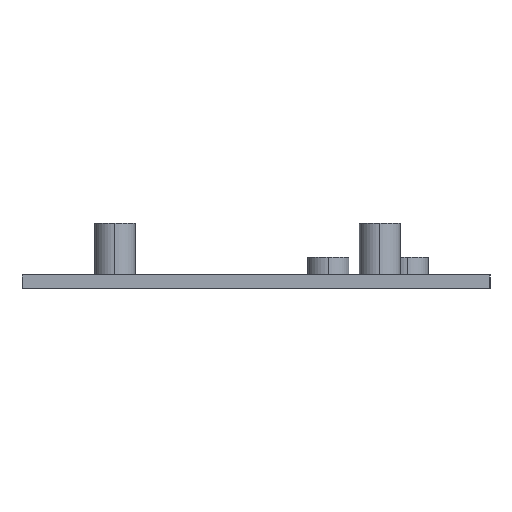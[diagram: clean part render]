
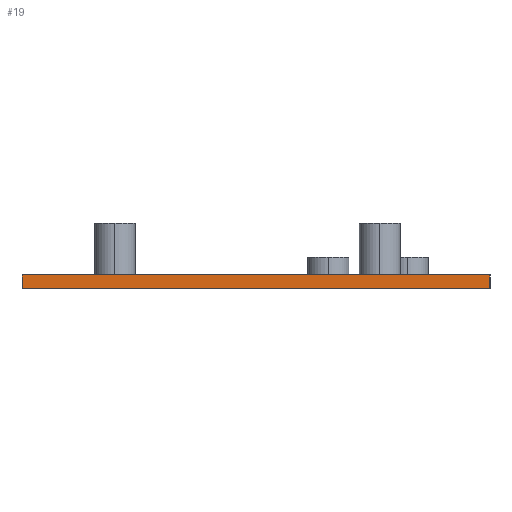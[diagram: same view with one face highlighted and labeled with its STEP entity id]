
A CAD part, left-side view. The second image highlights one B-rep face of the part: STEP entity #19.
In plain terms, the highlighted planar face has unit normal (-1, 0, 0).
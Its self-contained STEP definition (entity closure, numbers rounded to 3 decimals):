
#19 = ADVANCED_FACE ( 'NONE', ( #1741 ), #322, .T. ) ;
#23 = VERTEX_POINT ( 'NONE', #545 ) ;
#77 = VERTEX_POINT ( 'NONE', #1636 ) ;
#89 = CARTESIAN_POINT ( 'NONE',  ( -97.5, -68., -2. ) ) ;
#141 = CARTESIAN_POINT ( 'NONE',  ( -97.5, 0., 2. ) ) ;
#322 = PLANE ( 'NONE',  #1526 ) ;
#338 = VECTOR ( 'NONE', #1178, 1000. ) ;
#545 = CARTESIAN_POINT ( 'NONE',  ( -97.5, 68., 2. ) ) ;
#729 = CARTESIAN_POINT ( 'NONE',  ( -97.5, 0., -2. ) ) ;
#767 = LINE ( 'NONE', #141, #1643 ) ;
#958 = CARTESIAN_POINT ( 'NONE',  ( -97.5, 0., -2. ) ) ;
#961 = CARTESIAN_POINT ( 'NONE',  ( -97.5, -68., 2. ) ) ;
#994 = CARTESIAN_POINT ( 'NONE',  ( -97.5, 68., -2. ) ) ;
#1054 = EDGE_CURVE ( 'NONE', #77, #1236, #1970, .T. ) ;
#1066 = DIRECTION ( 'NONE',  ( 0., 0., 1. ) ) ;
#1078 = DIRECTION ( 'NONE',  ( 0., -1., 0. ) ) ;
#1082 = ORIENTED_EDGE ( 'NONE', *, *, #1054, .T. ) ;
#1108 = VECTOR ( 'NONE', #1066, 1000. ) ;
#1178 = DIRECTION ( 'NONE',  ( 0., 0., 1. ) ) ;
#1236 = VERTEX_POINT ( 'NONE', #961 ) ;
#1261 = LINE ( 'NONE', #1854, #1108 ) ;
#1335 = DIRECTION ( 'NONE',  ( 0., -1., 0. ) ) ;
#1371 = VERTEX_POINT ( 'NONE', #994 ) ;
#1455 = ORIENTED_EDGE ( 'NONE', *, *, #1944, .F. ) ;
#1514 = EDGE_CURVE ( 'NONE', #1371, #77, #1518, .T. ) ;
#1518 = LINE ( 'NONE', #729, #1576 ) ;
#1526 = AXIS2_PLACEMENT_3D ( 'NONE', #958, #1532, #1977 ) ;
#1532 = DIRECTION ( 'NONE',  ( -1., 0., 0. ) ) ;
#1576 = VECTOR ( 'NONE', #1335, 1000. ) ;
#1587 = ORIENTED_EDGE ( 'NONE', *, *, #1614, .F. ) ;
#1614 = EDGE_CURVE ( 'NONE', #1371, #23, #1261, .T. ) ;
#1636 = CARTESIAN_POINT ( 'NONE',  ( -97.5, -68., -2. ) ) ;
#1643 = VECTOR ( 'NONE', #1078, 1000. ) ;
#1741 = FACE_OUTER_BOUND ( 'NONE', #1995, .T. ) ;
#1757 = ORIENTED_EDGE ( 'NONE', *, *, #1514, .T. ) ;
#1854 = CARTESIAN_POINT ( 'NONE',  ( -97.5, 68., -2. ) ) ;
#1944 = EDGE_CURVE ( 'NONE', #23, #1236, #767, .T. ) ;
#1970 = LINE ( 'NONE', #89, #338 ) ;
#1977 = DIRECTION ( 'NONE',  ( 0., 0., 1. ) ) ;
#1995 = EDGE_LOOP ( 'NONE', ( #1082, #1455, #1587, #1757 ) ) ;
